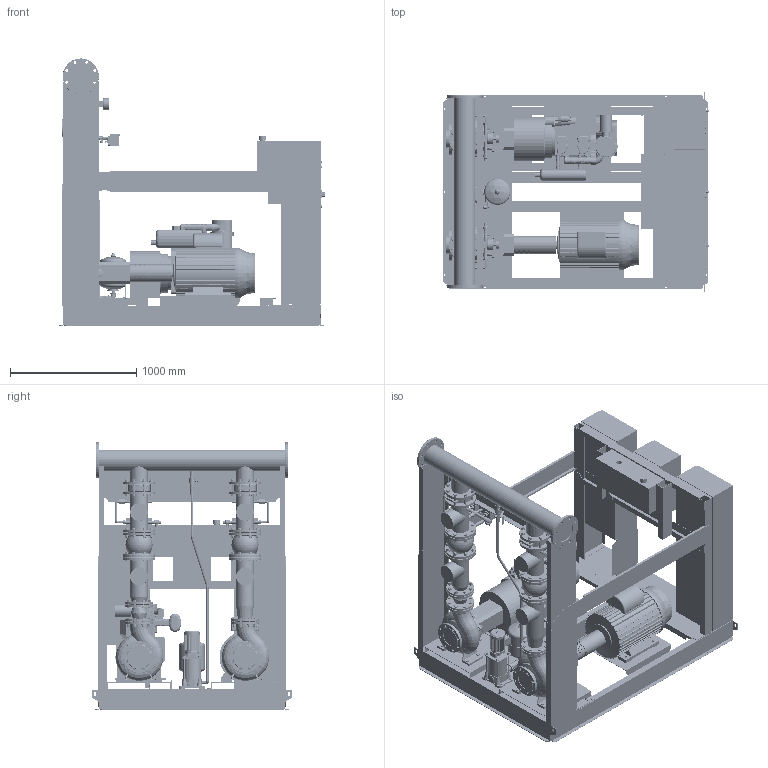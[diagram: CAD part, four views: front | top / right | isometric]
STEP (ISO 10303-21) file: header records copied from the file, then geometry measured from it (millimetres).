
FILE_DESCRIPTION((''),'2;1');
FILE_NAME('3d_Sifire-EN-100_200-183-30_31.5_0.55EDJ-4184044.stp','2015-05-26T07:58:38',(''),(''),'Mechanical Desktop 2009','Mechanical Desktop 2009',', , ');
FILE_SCHEMA(('CONFIG_CONTROL_DESIGN'));
Length unit declared in the file: millimetre
Products named in the file (1): Product
Bounding box: 2105.5 x 1582 x 2112.5 mm (x, y, z)
Volume: 688435266.1 mm3; surface area: 44332136.2 mm2
Topology: 353 solids, 353 shells, 7976 faces, 19028 edges, 11941 vertices
Faces by surface type: bspline 2920, plane 2540, cylinder 1364, cone 972, torus 150, sphere 30
Entity records: 257290 total; most frequent: CARTESIAN_POINT 86459, ORIENTED_EDGE 37988, DIRECTION 31982, EDGE_CURVE 18994, VERTEX_POINT 11936, AXIS2_PLACEMENT_3D 11258, VECTOR 9466, LINE 9466
